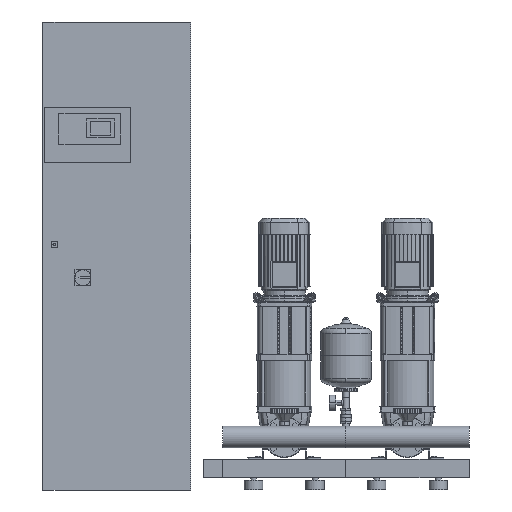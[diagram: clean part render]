
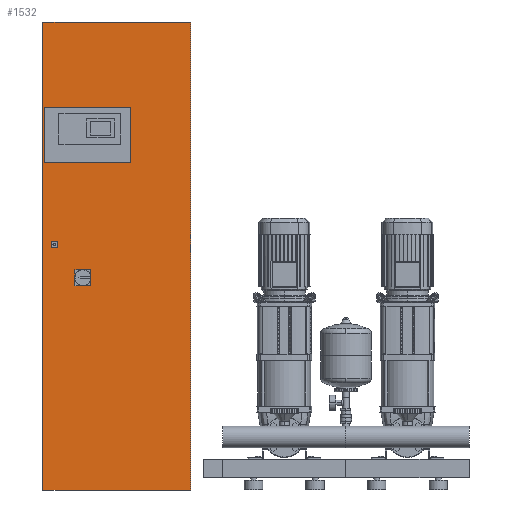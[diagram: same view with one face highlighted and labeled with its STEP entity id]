
A CAD part, front view. The second image highlights one B-rep face of the part: STEP entity #1532.
In plain terms, the highlighted planar face has unit normal (0, -1, 0).
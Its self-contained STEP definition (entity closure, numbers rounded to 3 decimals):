
#1425=CARTESIAN_POINT('',(-430.,-250.,950.0));
#1426=DIRECTION('',(0.0,-1.0,0.0));
#1427=DIRECTION('',(1.0,0.0,0.0));
#1428=AXIS2_PLACEMENT_3D('',#1425,#1426,#1427);
#1429=PLANE('',#1428);
#1430=CARTESIAN_POINT('',(-730.,-250.,1900.0));
#1431=VERTEX_POINT('',#1430);
#1432=CARTESIAN_POINT('',(-130.,-250.,1900.0));
#1433=VERTEX_POINT('',#1432);
#1434=CARTESIAN_POINT('',(-730.,-250.,1900.0));
#1435=DIRECTION('',(1.0,0.0,0.0));
#1436=VECTOR('',#1435,600.);
#1437=LINE('',#1434,#1436);
#1438=EDGE_CURVE('',#1431,#1433,#1437,.T.);
#1439=ORIENTED_EDGE('',*,*,#1438,.F.);
#1440=CARTESIAN_POINT('',(-730.0,-250.,0.));
#1441=VERTEX_POINT('',#1440);
#1442=CARTESIAN_POINT('',(-730.0,-250.,0.));
#1443=DIRECTION('',(0.0,0.0,1.0));
#1444=VECTOR('',#1443,1900.0);
#1445=LINE('',#1442,#1444);
#1446=EDGE_CURVE('',#1441,#1431,#1445,.T.);
#1447=ORIENTED_EDGE('',*,*,#1446,.F.);
#1448=CARTESIAN_POINT('',(-130.0,-250.,0.));
#1449=VERTEX_POINT('',#1448);
#1450=CARTESIAN_POINT('',(-130.0,-250.,0.));
#1451=DIRECTION('',(-1.0,0.0,0.0));
#1452=VECTOR('',#1451,600.0);
#1453=LINE('',#1450,#1452);
#1454=EDGE_CURVE('',#1449,#1441,#1453,.T.);
#1455=ORIENTED_EDGE('',*,*,#1454,.F.);
#1456=CARTESIAN_POINT('',(-130.,-250.,1900.0));
#1457=DIRECTION('',(0.0,0.0,-1.0));
#1458=VECTOR('',#1457,1900.0);
#1459=LINE('',#1456,#1458);
#1460=EDGE_CURVE('',#1433,#1449,#1459,.T.);
#1461=ORIENTED_EDGE('',*,*,#1460,.F.);
#1462=EDGE_LOOP('',(#1439,#1447,#1455,#1461));
#1463=FACE_OUTER_BOUND('',#1462,.T.);
#1464=CARTESIAN_POINT('',(-725.,-250.,1329.0));
#1465=VERTEX_POINT('',#1464);
#1466=CARTESIAN_POINT('',(-725.,-250.,1554.0));
#1467=VERTEX_POINT('',#1466);
#1468=CARTESIAN_POINT('',(-725.,-250.,1329.0));
#1469=DIRECTION('',(0.0,0.0,1.0));
#1470=VECTOR('',#1469,225.0);
#1471=LINE('',#1468,#1470);
#1472=EDGE_CURVE('',#1465,#1467,#1471,.T.);
#1473=ORIENTED_EDGE('',*,*,#1472,.T.);
#1474=CARTESIAN_POINT('',(-375.,-250.,1554.0));
#1475=VERTEX_POINT('',#1474);
#1476=CARTESIAN_POINT('',(-725.,-250.,1554.0));
#1477=DIRECTION('',(1.0,0.0,0.0));
#1478=VECTOR('',#1477,350.0);
#1479=LINE('',#1476,#1478);
#1480=EDGE_CURVE('',#1467,#1475,#1479,.T.);
#1481=ORIENTED_EDGE('',*,*,#1480,.T.);
#1482=CARTESIAN_POINT('',(-375.,-250.,1329.0));
#1483=VERTEX_POINT('',#1482);
#1484=CARTESIAN_POINT('',(-375.,-250.,1554.0));
#1485=DIRECTION('',(0.0,0.0,-1.0));
#1486=VECTOR('',#1485,225.0);
#1487=LINE('',#1484,#1486);
#1488=EDGE_CURVE('',#1475,#1483,#1487,.T.);
#1489=ORIENTED_EDGE('',*,*,#1488,.T.);
#1490=CARTESIAN_POINT('',(-375.,-250.,1329.0));
#1491=DIRECTION('',(-1.0,0.0,0.0));
#1492=VECTOR('',#1491,350.);
#1493=LINE('',#1490,#1492);
#1494=EDGE_CURVE('',#1483,#1465,#1493,.T.);
#1495=ORIENTED_EDGE('',*,*,#1494,.T.);
#1496=EDGE_LOOP('',(#1473,#1481,#1489,#1495));
#1497=FACE_BOUND('',#1496,.T.);
#1498=CARTESIAN_POINT('',(-697.,-250.,1009.));
#1499=VERTEX_POINT('',#1498);
#1500=CARTESIAN_POINT('',(-672.,-250.,1009.));
#1501=VERTEX_POINT('',#1500);
#1502=CARTESIAN_POINT('',(-697.,-250.,1009.));
#1503=DIRECTION('',(1.0,0.0,0.0));
#1504=VECTOR('',#1503,25.0);
#1505=LINE('',#1502,#1504);
#1506=EDGE_CURVE('',#1499,#1501,#1505,.T.);
#1507=ORIENTED_EDGE('',*,*,#1506,.T.);
#1508=CARTESIAN_POINT('',(-672.,-250.,984.));
#1509=VERTEX_POINT('',#1508);
#1510=CARTESIAN_POINT('',(-672.,-250.,1009.));
#1511=DIRECTION('',(0.0,0.0,-1.0));
#1512=VECTOR('',#1511,25.0);
#1513=LINE('',#1510,#1512);
#1514=EDGE_CURVE('',#1501,#1509,#1513,.T.);
#1515=ORIENTED_EDGE('',*,*,#1514,.T.);
#1516=CARTESIAN_POINT('',(-697.,-250.,984.));
#1517=VERTEX_POINT('',#1516);
#1518=CARTESIAN_POINT('',(-672.,-250.,984.));
#1519=DIRECTION('',(-1.0,0.0,0.0));
#1520=VECTOR('',#1519,25.0);
#1521=LINE('',#1518,#1520);
#1522=EDGE_CURVE('',#1509,#1517,#1521,.T.);
#1523=ORIENTED_EDGE('',*,*,#1522,.T.);
#1524=CARTESIAN_POINT('',(-697.,-250.,984.));
#1525=DIRECTION('',(0.0,0.0,1.0));
#1526=VECTOR('',#1525,25.0);
#1527=LINE('',#1524,#1526);
#1528=EDGE_CURVE('',#1517,#1499,#1527,.T.);
#1529=ORIENTED_EDGE('',*,*,#1528,.T.);
#1530=EDGE_LOOP('',(#1507,#1515,#1523,#1529));
#1531=FACE_BOUND('',#1530,.T.);
#1532=ADVANCED_FACE('',(#1463,#1497,#1531),#1429,.T.);
